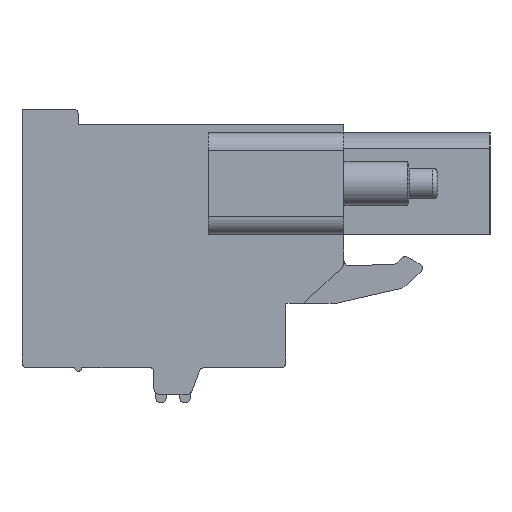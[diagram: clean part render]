
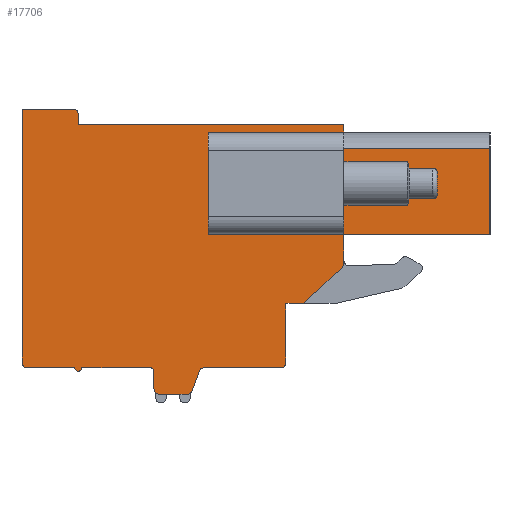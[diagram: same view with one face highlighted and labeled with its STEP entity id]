
A CAD part, left-side view. The second image highlights one B-rep face of the part: STEP entity #17706.
In plain terms, the highlighted planar face has unit normal (-1, 0, 0).
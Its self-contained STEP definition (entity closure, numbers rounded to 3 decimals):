
#1=DIRECTION('',(0.,0.,-1.));
#2=VECTOR('',#1,1.325);
#3=CARTESIAN_POINT('',(0.,-5.66,6.96));
#4=LINE('',#3,#2);
#5=DIRECTION('',(0.,1.,0.));
#6=VECTOR('',#5,8.3);
#7=CARTESIAN_POINT('',(0.,-13.96,5.635));
#8=LINE('',#7,#6);
#9=DIRECTION('',(0.,1.,0.));
#10=VECTOR('',#9,8.3);
#11=CARTESIAN_POINT('',(0.,-13.96,0.73));
#12=LINE('',#11,#10);
#13=DIRECTION('',(0.,0.,-1.));
#14=VECTOR('',#13,1.64);
#15=CARTESIAN_POINT('',(0.,-5.66,0.73));
#16=LINE('',#15,#14);
#17=CARTESIAN_POINT('',(0.,-5.36,-0.91));
#18=DIRECTION('',(1.,0.,0.));
#19=DIRECTION('',(0.,-1.,0.));
#20=AXIS2_PLACEMENT_3D('',#17,#18,#19);
#22=DIRECTION('',(0.,0.731,-0.683));
#23=VECTOR('',#22,3.018);
#24=CARTESIAN_POINT('',(0.,-5.565,-1.129));
#25=LINE('',#24,#23);
#26=DIRECTION('',(0.,1.,0.));
#27=VECTOR('',#26,1.);
#28=CARTESIAN_POINT('',(0.,-3.36,-3.19));
#29=LINE('',#28,#27);
#30=DIRECTION('',(0.,0.,-1.));
#31=VECTOR('',#30,0.5);
#32=CARTESIAN_POINT('',(0.,-2.36,-3.19));
#33=LINE('',#32,#31);
#34=DIRECTION('',(0.,0.,-1.));
#35=VECTOR('',#34,2.35);
#36=CARTESIAN_POINT('',(0.,-2.36,-3.69));
#37=LINE('',#36,#35);
#38=DIRECTION('',(0.,0.,-1.));
#39=VECTOR('',#38,0.5);
#40=CARTESIAN_POINT('',(0.,-2.36,-6.04));
#41=LINE('',#40,#39);
#42=CARTESIAN_POINT('',(0.,-2.06,-6.54));
#43=DIRECTION('',(1.,0.,0.));
#44=DIRECTION('',(0.,-1.,0.));
#45=AXIS2_PLACEMENT_3D('',#42,#43,#44);
#47=DIRECTION('',(0.,1.,0.));
#48=VECTOR('',#47,4.34);
#49=CARTESIAN_POINT('',(0.,-2.06,-6.84));
#50=LINE('',#49,#48);
#51=CARTESIAN_POINT('',(0.,2.28,-7.14));
#52=DIRECTION('',(-1.,0.,0.));
#53=DIRECTION('',(0.,0.,1.));
#54=AXIS2_PLACEMENT_3D('',#51,#52,#53);
#56=DIRECTION('',(0.,0.345,-0.939));
#57=VECTOR('',#56,1.179);
#58=CARTESIAN_POINT('',(0.,2.562,-7.037));
#59=LINE('',#58,#57);
#60=CARTESIAN_POINT('',(0.,3.25,-8.04));
#61=DIRECTION('',(1.,0.,0.));
#62=DIRECTION('',(0.,-0.939,-0.345));
#63=AXIS2_PLACEMENT_3D('',#60,#61,#62);
#65=DIRECTION('',(0.,1.,0.));
#66=VECTOR('',#65,1.59);
#67=CARTESIAN_POINT('',(0.,3.25,-8.34));
#68=LINE('',#67,#66);
#69=CARTESIAN_POINT('',(0.,4.84,-8.04));
#70=DIRECTION('',(1.,0.,0.));
#71=DIRECTION('',(0.,0.,-1.));
#72=AXIS2_PLACEMENT_3D('',#69,#70,#71);
#74=DIRECTION('',(0.,0.,1.));
#75=VECTOR('',#74,1.);
#76=CARTESIAN_POINT('',(0.,5.14,-8.04));
#77=LINE('',#76,#75);
#78=CARTESIAN_POINT('',(0.,5.34,-7.04));
#79=DIRECTION('',(-1.,0.,0.));
#80=DIRECTION('',(0.,-1.,0.));
#81=AXIS2_PLACEMENT_3D('',#78,#79,#80);
#83=DIRECTION('',(0.,1.,0.));
#84=VECTOR('',#83,3.9);
#85=CARTESIAN_POINT('',(0.,5.34,-6.84));
#86=LINE('',#85,#84);
#87=CARTESIAN_POINT('',(0.,9.44,-6.84));
#88=DIRECTION('',(1.,0.,0.));
#89=DIRECTION('',(0.,-1.,0.));
#90=AXIS2_PLACEMENT_3D('',#87,#88,#89);
#92=DIRECTION('',(0.,1.,0.));
#93=VECTOR('',#92,2.7);
#94=CARTESIAN_POINT('',(0.,9.64,-6.84));
#95=LINE('',#94,#93);
#96=CARTESIAN_POINT('',(0.,12.34,-6.54));
#97=DIRECTION('',(1.,0.,0.));
#98=DIRECTION('',(0.,0.,-1.));
#99=AXIS2_PLACEMENT_3D('',#96,#97,#98);
#101=DIRECTION('',(0.,0.,1.));
#102=VECTOR('',#101,0.5);
#103=CARTESIAN_POINT('',(0.,12.64,-6.54));
#104=LINE('',#103,#102);
#105=DIRECTION('',(0.,0.,1.));
#106=VECTOR('',#105,13.9);
#107=CARTESIAN_POINT('',(0.,12.64,-6.04));
#108=LINE('',#107,#106);
#109=DIRECTION('',(0.,-1.,0.));
#110=VECTOR('',#109,2.9);
#111=CARTESIAN_POINT('',(0.,12.64,7.86));
#112=LINE('',#111,#110);
#113=CARTESIAN_POINT('',(0.,9.74,7.56));
#114=DIRECTION('',(1.,0.,0.));
#115=DIRECTION('',(0.,0.,1.));
#116=AXIS2_PLACEMENT_3D('',#113,#114,#115);
#118=DIRECTION('',(0.,0.,-1.));
#119=VECTOR('',#118,0.6);
#120=CARTESIAN_POINT('',(0.,9.44,7.56));
#121=LINE('',#120,#119);
#122=DIRECTION('',(0.,-1.,0.));
#123=VECTOR('',#122,15.1);
#124=CARTESIAN_POINT('',(0.,9.44,6.96));
#125=LINE('',#124,#123);
#126=DIRECTION('',(0.,-1.,0.));
#127=VECTOR('',#126,6.1);
#128=CARTESIAN_POINT('',(0.,2.04,0.73));
#129=LINE('',#128,#127);
#130=DIRECTION('',(0.,0.,1.));
#131=VECTOR('',#130,5.8);
#132=CARTESIAN_POINT('',(0.,-4.06,0.73));
#133=LINE('',#132,#131);
#134=DIRECTION('',(0.,1.,0.));
#135=VECTOR('',#134,6.1);
#136=CARTESIAN_POINT('',(0.,-4.06,6.53));
#137=LINE('',#136,#135);
#10880=DIRECTION('',(0.,0.,1.));
#10881=VECTOR('',#10880,4.905);
#10882=CARTESIAN_POINT('',(0.,-13.96,0.73));
#10883=LINE('',#10882,#10881);
#13168=DIRECTION('',(0.,0.,1.));
#13169=VECTOR('',#13168,5.8);
#13170=CARTESIAN_POINT('',(0.,2.04,0.73));
#13171=LINE('',#13170,#13169);
#13429=CARTESIAN_POINT('',(0.,12.34,-6.84));
#13430=CARTESIAN_POINT('',(0.,12.64,-6.54));
#13431=VERTEX_POINT('',#13429);
#13432=VERTEX_POINT('',#13430);
#13433=CARTESIAN_POINT('',(0.,12.64,-6.04));
#13434=VERTEX_POINT('',#13433);
#13435=CARTESIAN_POINT('',(0.,12.64,7.86));
#13436=VERTEX_POINT('',#13435);
#13437=CARTESIAN_POINT('',(0.,9.74,7.86));
#13438=VERTEX_POINT('',#13437);
#13439=CARTESIAN_POINT('',(0.,9.44,7.56));
#13440=VERTEX_POINT('',#13439);
#13441=CARTESIAN_POINT('',(0.,9.44,6.96));
#13442=VERTEX_POINT('',#13441);
#13443=CARTESIAN_POINT('',(0.,-5.66,6.96));
#13444=VERTEX_POINT('',#13443);
#13445=CARTESIAN_POINT('',(0.,-5.66,-0.91));
#13446=CARTESIAN_POINT('',(0.,-5.565,-1.129));
#13447=VERTEX_POINT('',#13445);
#13448=VERTEX_POINT('',#13446);
#13449=CARTESIAN_POINT('',(0.,-3.36,-3.19));
#13450=VERTEX_POINT('',#13449);
#13451=CARTESIAN_POINT('',(0.,-2.36,-3.19));
#13452=VERTEX_POINT('',#13451);
#13453=CARTESIAN_POINT('',(0.,-2.36,-3.69));
#13454=VERTEX_POINT('',#13453);
#13455=CARTESIAN_POINT('',(0.,-2.36,-6.04));
#13456=VERTEX_POINT('',#13455);
#13457=CARTESIAN_POINT('',(0.,-2.36,-6.54));
#13458=VERTEX_POINT('',#13457);
#13459=CARTESIAN_POINT('',(0.,-2.06,-6.84));
#13460=VERTEX_POINT('',#13459);
#13461=CARTESIAN_POINT('',(0.,2.28,-6.84));
#13462=VERTEX_POINT('',#13461);
#13463=CARTESIAN_POINT('',(0.,2.562,-7.037));
#13464=VERTEX_POINT('',#13463);
#13465=CARTESIAN_POINT('',(0.,2.968,-8.143));
#13466=VERTEX_POINT('',#13465);
#13467=CARTESIAN_POINT('',(0.,3.25,-8.34));
#13468=VERTEX_POINT('',#13467);
#13469=CARTESIAN_POINT('',(0.,4.84,-8.34));
#13470=VERTEX_POINT('',#13469);
#13471=CARTESIAN_POINT('',(0.,5.14,-8.04));
#13472=VERTEX_POINT('',#13471);
#13473=CARTESIAN_POINT('',(0.,5.14,-7.04));
#13474=VERTEX_POINT('',#13473);
#13475=CARTESIAN_POINT('',(0.,5.34,-6.84));
#13476=VERTEX_POINT('',#13475);
#13477=CARTESIAN_POINT('',(0.,9.24,-6.84));
#13478=VERTEX_POINT('',#13477);
#13479=CARTESIAN_POINT('',(0.,9.64,-6.84));
#13480=VERTEX_POINT('',#13479);
#13557=CARTESIAN_POINT('',(0.,-13.96,0.73));
#13558=VERTEX_POINT('',#13557);
#13559=CARTESIAN_POINT('',(0.,-5.66,0.73));
#13560=VERTEX_POINT('',#13559);
#13785=CARTESIAN_POINT('',(0.,-13.96,5.635));
#13787=VERTEX_POINT('',#13785);
#17465=CARTESIAN_POINT('',(0.,2.04,0.73));
#17466=CARTESIAN_POINT('',(0.,2.04,6.53));
#17467=VERTEX_POINT('',#17465);
#17468=VERTEX_POINT('',#17466);
#17473=CARTESIAN_POINT('',(0.,-4.06,0.73));
#17475=VERTEX_POINT('',#17473);
#17477=CARTESIAN_POINT('',(0.,-4.06,6.53));
#17479=VERTEX_POINT('',#17477);
#17481=CARTESIAN_POINT('',(0.,-5.66,5.635));
#17482=VERTEX_POINT('',#17481);
#17629=CARTESIAN_POINT('',(0.,0.,0.));
#17630=DIRECTION('',(1.,0.,0.));
#17631=DIRECTION('',(0.,-1.,0.));
#17632=AXIS2_PLACEMENT_3D('',#17629,#17630,#17631);
#17633=PLANE('',#17632);
#17635=ORIENTED_EDGE('',*,*,#17634,.T.);
#17637=ORIENTED_EDGE('',*,*,#17636,.F.);
#17639=ORIENTED_EDGE('',*,*,#17638,.F.);
#17641=ORIENTED_EDGE('',*,*,#17640,.T.);
#17643=ORIENTED_EDGE('',*,*,#17642,.T.);
#17645=ORIENTED_EDGE('',*,*,#17644,.T.);
#17647=ORIENTED_EDGE('',*,*,#17646,.T.);
#17649=ORIENTED_EDGE('',*,*,#17648,.T.);
#17651=ORIENTED_EDGE('',*,*,#17650,.T.);
#17653=ORIENTED_EDGE('',*,*,#17652,.T.);
#17655=ORIENTED_EDGE('',*,*,#17654,.T.);
#17657=ORIENTED_EDGE('',*,*,#17656,.T.);
#17659=ORIENTED_EDGE('',*,*,#17658,.T.);
#17661=ORIENTED_EDGE('',*,*,#17660,.T.);
#17663=ORIENTED_EDGE('',*,*,#17662,.T.);
#17665=ORIENTED_EDGE('',*,*,#17664,.T.);
#17667=ORIENTED_EDGE('',*,*,#17666,.T.);
#17669=ORIENTED_EDGE('',*,*,#17668,.T.);
#17671=ORIENTED_EDGE('',*,*,#17670,.T.);
#17673=ORIENTED_EDGE('',*,*,#17672,.T.);
#17675=ORIENTED_EDGE('',*,*,#17674,.T.);
#17677=ORIENTED_EDGE('',*,*,#17676,.T.);
#17679=ORIENTED_EDGE('',*,*,#17678,.T.);
#17681=ORIENTED_EDGE('',*,*,#17680,.T.);
#17683=ORIENTED_EDGE('',*,*,#17682,.T.);
#17685=ORIENTED_EDGE('',*,*,#17684,.T.);
#17687=ORIENTED_EDGE('',*,*,#17686,.T.);
#17689=ORIENTED_EDGE('',*,*,#17688,.T.);
#17691=ORIENTED_EDGE('',*,*,#17690,.T.);
#17693=ORIENTED_EDGE('',*,*,#17692,.T.);
#17694=EDGE_LOOP('',(#17635,#17637,#17639,#17641,#17643,#17645,#17647,#17649,
#17651,#17653,#17655,#17657,#17659,#17661,#17663,#17665,#17667,#17669,#17671,
#17673,#17675,#17677,#17679,#17681,#17683,#17685,#17687,#17689,#17691,#17693));
#17695=FACE_OUTER_BOUND('',#17694,.F.);
#17697=ORIENTED_EDGE('',*,*,#17696,.T.);
#17699=ORIENTED_EDGE('',*,*,#17698,.T.);
#17701=ORIENTED_EDGE('',*,*,#17700,.T.);
#17703=ORIENTED_EDGE('',*,*,#17702,.F.);
#17704=EDGE_LOOP('',(#17697,#17699,#17701,#17703));
#17705=FACE_BOUND('',#17704,.F.);
#17706=ADVANCED_FACE('',(#17695,#17705),#17633,.F.);
#21=CIRCLE('',#20,0.3);
#46=CIRCLE('',#45,0.3);
#55=CIRCLE('',#54,0.3);
#64=CIRCLE('',#63,0.3);
#73=CIRCLE('',#72,0.3);
#82=CIRCLE('',#81,0.2);
#91=CIRCLE('',#90,0.2);
#100=CIRCLE('',#99,0.3);
#117=CIRCLE('',#116,0.3);
#17634=EDGE_CURVE('',#13444,#17482,#4,.T.);
#17636=EDGE_CURVE('',#13787,#17482,#8,.T.);
#17638=EDGE_CURVE('',#13558,#13787,#10883,.T.);
#17640=EDGE_CURVE('',#13558,#13560,#12,.T.);
#17642=EDGE_CURVE('',#13560,#13447,#16,.T.);
#17644=EDGE_CURVE('',#13447,#13448,#21,.T.);
#17646=EDGE_CURVE('',#13448,#13450,#25,.T.);
#17648=EDGE_CURVE('',#13450,#13452,#29,.T.);
#17650=EDGE_CURVE('',#13452,#13454,#33,.T.);
#17652=EDGE_CURVE('',#13454,#13456,#37,.T.);
#17654=EDGE_CURVE('',#13456,#13458,#41,.T.);
#17656=EDGE_CURVE('',#13458,#13460,#46,.T.);
#17658=EDGE_CURVE('',#13460,#13462,#50,.T.);
#17660=EDGE_CURVE('',#13462,#13464,#55,.T.);
#17662=EDGE_CURVE('',#13464,#13466,#59,.T.);
#17664=EDGE_CURVE('',#13466,#13468,#64,.T.);
#17666=EDGE_CURVE('',#13468,#13470,#68,.T.);
#17668=EDGE_CURVE('',#13470,#13472,#73,.T.);
#17670=EDGE_CURVE('',#13472,#13474,#77,.T.);
#17672=EDGE_CURVE('',#13474,#13476,#82,.T.);
#17674=EDGE_CURVE('',#13476,#13478,#86,.T.);
#17676=EDGE_CURVE('',#13478,#13480,#91,.T.);
#17678=EDGE_CURVE('',#13480,#13431,#95,.T.);
#17680=EDGE_CURVE('',#13431,#13432,#100,.T.);
#17682=EDGE_CURVE('',#13432,#13434,#104,.T.);
#17684=EDGE_CURVE('',#13434,#13436,#108,.T.);
#17686=EDGE_CURVE('',#13436,#13438,#112,.T.);
#17688=EDGE_CURVE('',#13438,#13440,#117,.T.);
#17690=EDGE_CURVE('',#13440,#13442,#121,.T.);
#17692=EDGE_CURVE('',#13442,#13444,#125,.T.);
#17696=EDGE_CURVE('',#17467,#17475,#129,.T.);
#17698=EDGE_CURVE('',#17475,#17479,#133,.T.);
#17700=EDGE_CURVE('',#17479,#17468,#137,.T.);
#17702=EDGE_CURVE('',#17467,#17468,#13171,.T.);
